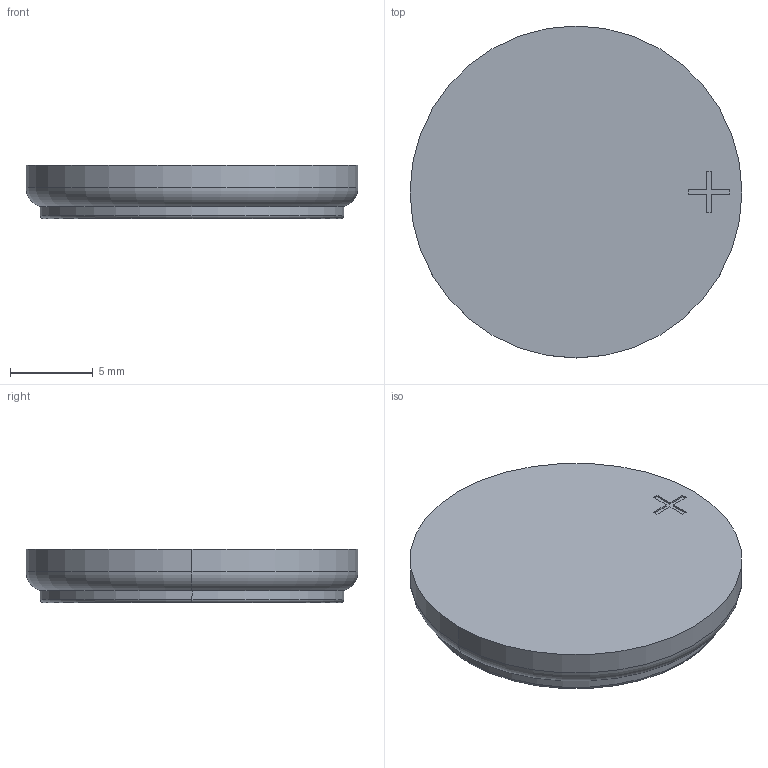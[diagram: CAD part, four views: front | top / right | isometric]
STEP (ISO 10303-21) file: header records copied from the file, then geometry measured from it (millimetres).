
FILE_DESCRIPTION((''),'2;1');
FILE_NAME('BAT_VARTA_CR2032.stp','2009-10-20T15:35:19',(''),(''),'Mechanical Desktop 2006','Mechanical Desktop 2006',', , ');
FILE_SCHEMA(('AUTOMOTIVE_DESIGN { 1 2 10303 214 0 1 1 1 }'));
Length unit declared in the file: millimetre
Products named in the file (1): Product
Bounding box: 20 x 20 x 3.2 mm (x, y, z)
Volume: 951.5 mm3; surface area: 1399.2 mm2
Topology: 4 solids, 4 shells, 45 faces, 104 edges, 68 vertices
Faces by surface type: plane 33, cylinder 8, torus 4
Entity records: 1330 total; most frequent: DIRECTION 220, CARTESIAN_POINT 218, ORIENTED_EDGE 208, EDGE_CURVE 104, VECTOR 80, LINE 80, AXIS2_PLACEMENT_3D 70, VERTEX_POINT 68
